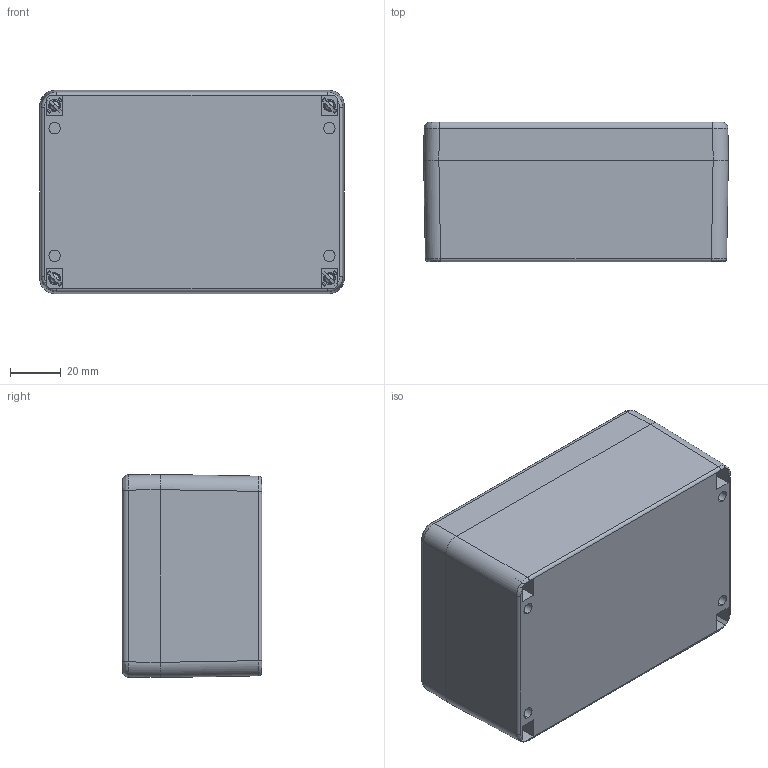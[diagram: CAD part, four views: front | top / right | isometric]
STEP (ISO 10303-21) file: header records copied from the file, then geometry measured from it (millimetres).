
FILE_DESCRIPTION((''),'2;1');
FILE_NAME('CT-581_ASM','2010-09-14T',('M.Fehring'),(''),'PRO/ENGINEER BY PARAMETRIC TECHNOLOGY CORPORATION, 2005070','PRO/ENGINEER BY PARAMETRIC TECHNOLOGY CORPORATION, 2005070','');
FILE_SCHEMA(('AUTOMOTIVE_DESIGN_CC2 { 1 2 10303 214 -1 1 5 2 }'));
Length unit declared in the file: millimetre
Products named in the file (6): CT-581_UNTERTEIL; CT-581_CT-601_DE; 9501071000_001; 9266001000_EINBAU; 9501071000_ASM; CT-581_ASM
Assembly tree (8 placements, depth 3):
  CT-581_ASM
    CT-581_UNTERTEIL
    CT-581_CT-601_DE
    9501071000_ASM  x4
      9501071000_001
      9266001000_EINBAU
Bounding box: 120 x 55 x 80 mm (x, y, z)
Volume: 136418.5 mm3; surface area: 93714 mm2
Topology: 10 solids, 10 shells, 585 faces, 1564 edges, 1012 vertices
Faces by surface type: plane 281, cylinder 172, cone 68, bspline 48, torus 8, sphere 8
Entity records: 20206 total; most frequent: CARTESIAN_POINT 6432, ORIENTED_EDGE 2176, DIRECTION 2152, PRESENTATION_STYLE_ASSIGNMENT 1092, STYLED_ITEM 1092, CURVE_STYLE 1088, EDGE_CURVE 1088, AXIS2_PLACEMENT_3D 775
